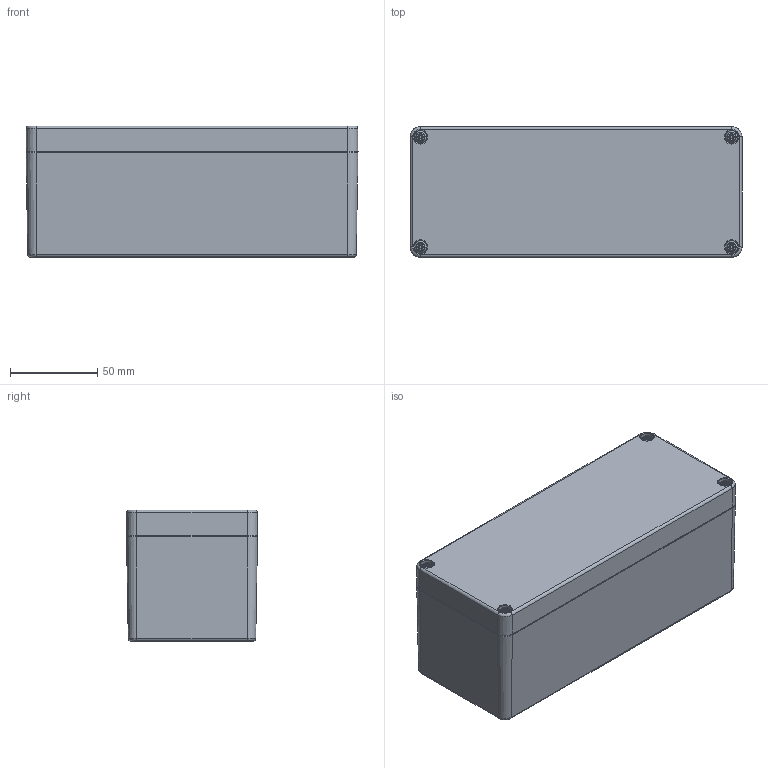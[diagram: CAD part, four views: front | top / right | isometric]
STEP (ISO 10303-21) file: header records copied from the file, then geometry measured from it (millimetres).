
FILE_DESCRIPTION((''),'2;1');
FILE_NAME('3211100850-MBP-Ex-leer_197575_VE.stp','2014-05-16T13:28:18',('robin.rentz'),(''),'Autodesk Inventor 2012','Autodesk Inventor 2012','');
FILE_SCHEMA(('AUTOMOTIVE_DESIGN { 1 0 10303 214 1 1 1 1 }'));
Length unit declared in the file: millimetre
Products named in the file (5): 3211100850-MBP-Ex-leer_197575_VE; 3211100850-UT_197575_VE; 3211100850-OT_197575_VE; 1990000276 Schraube BM4x24_11; xxx-O-Ring-MBP_197575
Assembly tree (7 placements, depth 2):
  3211100850-MBP-Ex-leer_197575_VE
    3211100850-UT_197575_VE
    3211100850-OT_197575_VE
    1990000276 Schraube BM4x24_11  x4
    xxx-O-Ring-MBP_197575
Bounding box: 189.99 x 74.99 x 75.5 mm (x, y, z)
Volume: 288654.1 mm3; surface area: 143916.9 mm2
Topology: 7 solids, 7 shells, 1324 faces, 3262 edges, 2000 vertices
Faces by surface type: plane 435, bspline 375, cylinder 218, torus 180, cone 108, sphere 8
Full cylindrical faces by diameter (mm): 3.242 x6, 3.3 x4, 4 x8, 4.5 x8, 4.8 x4, 6.8 x4, 7.6 x4, 8 x4
Entity records: 66424 total; most frequent: CARTESIAN_POINT 42075, ORIENTED_EDGE 5308, DIRECTION 4324, EDGE_CURVE 2654, VERTEX_POINT 1670, AXIS2_PLACEMENT_3D 1525, EDGE_LOOP 1278, VECTOR 1274
